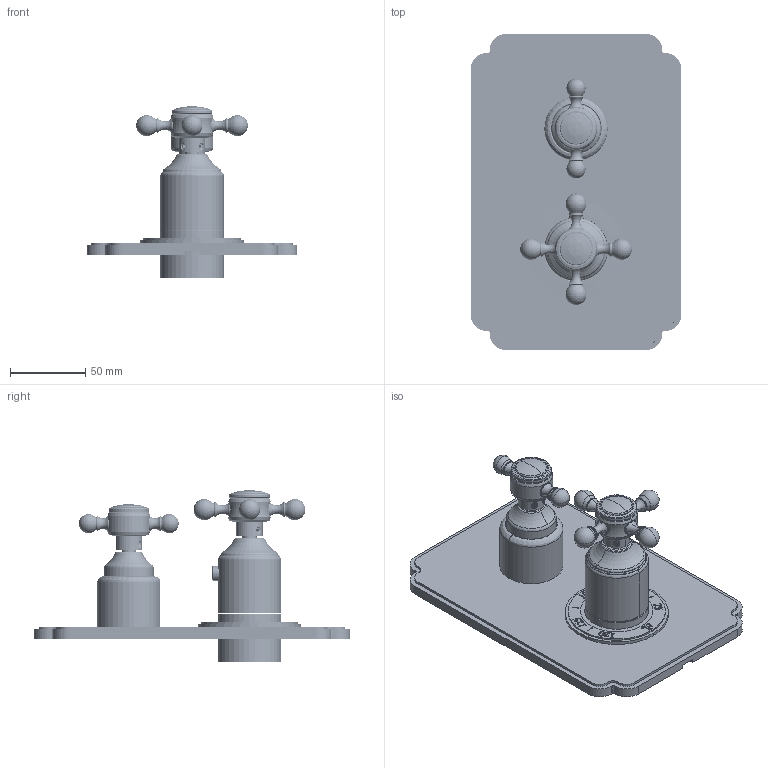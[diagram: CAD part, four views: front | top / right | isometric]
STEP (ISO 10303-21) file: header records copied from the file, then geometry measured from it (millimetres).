
FILE_DESCRIPTION((''),'2;1');
FILE_NAME('3-923TS_ASM','2016-04-01T',('rsmith'),(''),'PRO/ENGINEER BY PARAMETRIC TECHNOLOGY CORPORATION, 2013150','PRO/ENGINEER BY PARAMETRIC TECHNOLOGY CORPORATION, 2013150','');
FILE_SCHEMA(('CONFIG_CONTROL_DESIGN'));
Length unit declared in the file: inch
Products named in the file (30): 12343_AF0; H-78_2_FEET_AF0; 91678; 2-990_AF0_ASM; 12358; 91249; 91080; 2-989_ASM; 91308; 12344; 12345_AF0; 12352; 12353; 92849; 92137; 91246; 2-991_ASM; 92113; 10849; 10851; 92000; 98036; 10181; 1-110_ASM; 2-273_ASM; 10135; 10136; 2-173_ASM; 2-268_ASM; 3-923TS_ASM
Assembly tree (38 placements, depth 4):
  3-923TS_ASM
    2-990_AF0_ASM
      12343_AF0
      H-78_2_FEET_AF0
      91678
    2-989_ASM
      12358
      91249
      91080
    91308
    12344
    12345_AF0
    2-991_ASM
      12352
      12353
      92849
      92137
      91246
    92113  x2
    2-273_ASM
      10849
      10851  x2
      92000  x2
      1-110_ASM
        98036
        10181
    2-268_ASM
      2-173_ASM
        10135
        10136  x4
        92000  x2
      1-110_ASM
        98036
        10181
Bounding box: 139.7 x 209.55 x 113.76 mm (x, y, z)
Volume: 175116.8 mm3; surface area: 228631.9 mm2
Topology: 32 solids, 47 shells, 3098 faces, 8084 edges, 5161 vertices
Faces by surface type: plane 965, cylinder 902, extrusion 366, bspline 338, cone 289, torus 186, sphere 44, revolution 8
Entity records: 130521 total; most frequent: CARTESIAN_POINT 70806, ORIENTED_EDGE 13415, DIRECTION 10236, EDGE_CURVE 6740, VERTEX_POINT 4347, AXIS2_PLACEMENT_3D 3620, VECTOR 2988, B_SPLINE_CURVE_WITH_KNOTS 2945
